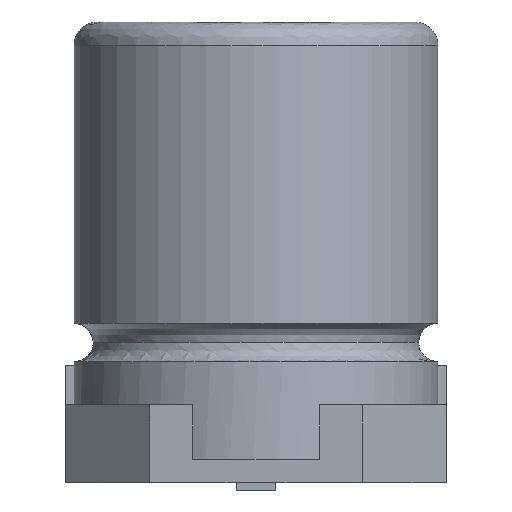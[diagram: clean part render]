
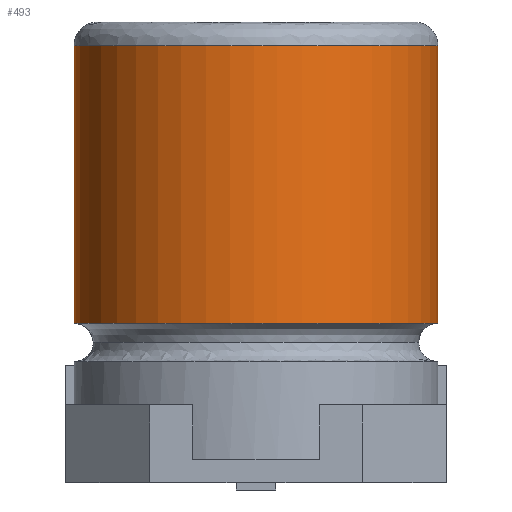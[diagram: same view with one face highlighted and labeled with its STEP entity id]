
A CAD part, left-side view. The second image highlights one B-rep face of the part: STEP entity #493.
In plain terms, the highlighted cylindrical face has radius 5.019 mm (diameter 10.037 mm), a partial arc.
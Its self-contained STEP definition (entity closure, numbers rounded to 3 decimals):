
#419=(
BOUNDED_CURVE()
B_SPLINE_CURVE(2,(#2363,#2364,#2365,#2366,#2367),.UNSPECIFIED.,.F.,.F.)
B_SPLINE_CURVE_WITH_KNOTS((3,2,3),(0.,6.87,13.74),
 .UNSPECIFIED.)
CURVE()
GEOMETRIC_REPRESENTATION_ITEM()
RATIONAL_B_SPLINE_CURVE((1.,0.707,1.,0.707,1.))
REPRESENTATION_ITEM('')
);
#423=(
BOUNDED_CURVE()
B_SPLINE_CURVE(2,(#2381,#2382,#2383,#2384,#2385),.UNSPECIFIED.,.F.,.F.)
B_SPLINE_CURVE_WITH_KNOTS((3,2,3),(0.,7.883,15.766),
 .UNSPECIFIED.)
CURVE()
GEOMETRIC_REPRESENTATION_ITEM()
RATIONAL_B_SPLINE_CURVE((1.,0.707,1.,0.707,1.))
REPRESENTATION_ITEM('')
);
#445=CYLINDRICAL_SURFACE('',#1616,5.018);
#493=ADVANCED_FACE('',(#569),#445,.T.);
#569=FACE_OUTER_BOUND('',#645,.T.);
#645=EDGE_LOOP('',(#767,#768,#769,#770));
#767=ORIENTED_EDGE('',*,*,#1103,.F.);
#768=ORIENTED_EDGE('',*,*,#1107,.T.);
#769=ORIENTED_EDGE('',*,*,#1108,.T.);
#770=ORIENTED_EDGE('',*,*,#1109,.T.);
#1103=EDGE_CURVE('',#1427,#1428,#419,.T.);
#1107=EDGE_CURVE('',#1427,#1431,#1280,.T.);
#1108=EDGE_CURVE('',#1431,#1432,#423,.T.);
#1109=EDGE_CURVE('',#1432,#1428,#1281,.T.);
#1280=B_SPLINE_CURVE_WITH_KNOTS('',1,(#2379,#2380),.UNSPECIFIED.,.F.,.F.,
(2,2),(0.,7.652),.UNSPECIFIED.);
#1281=B_SPLINE_CURVE_WITH_KNOTS('',1,(#2386,#2387),.UNSPECIFIED.,.F.,.F.,
(2,2),(0.,7.652),.UNSPECIFIED.);
#1427=VERTEX_POINT('',#2325);
#1428=VERTEX_POINT('',#2326);
#1431=VERTEX_POINT('',#2329);
#1432=VERTEX_POINT('',#2330);
#1616=AXIS2_PLACEMENT_3D('',#2069,#1689,$);
#1689=DIRECTION('',(0.,0.,-1.));
#2069=CARTESIAN_POINT('',(0.,0.,8.329));
#2325=CARTESIAN_POINT('',(0.,5.018,12.155));
#2326=CARTESIAN_POINT('',(0.,-5.018,12.155));
#2329=CARTESIAN_POINT('',(0.,5.018,4.503));
#2330=CARTESIAN_POINT('',(0.,-5.018,4.503));
#2363=CARTESIAN_POINT('',(0.,5.018,12.155));
#2364=CARTESIAN_POINT('',(-5.018,5.018,12.155));
#2365=CARTESIAN_POINT('',(-5.018,0.,12.155));
#2366=CARTESIAN_POINT('',(-5.018,-5.018,12.155));
#2367=CARTESIAN_POINT('',(0.,-5.018,12.155));
#2379=CARTESIAN_POINT('',(0.,5.018,12.155));
#2380=CARTESIAN_POINT('',(0.,5.018,4.503));
#2381=CARTESIAN_POINT('',(0.,5.018,4.503));
#2382=CARTESIAN_POINT('',(-5.018,5.018,4.503));
#2383=CARTESIAN_POINT('',(-5.018,0.,4.503));
#2384=CARTESIAN_POINT('',(-5.018,-5.018,4.503));
#2385=CARTESIAN_POINT('',(0.,-5.018,4.503));
#2386=CARTESIAN_POINT('',(0.,-5.018,4.503));
#2387=CARTESIAN_POINT('',(0.,-5.018,12.155));
